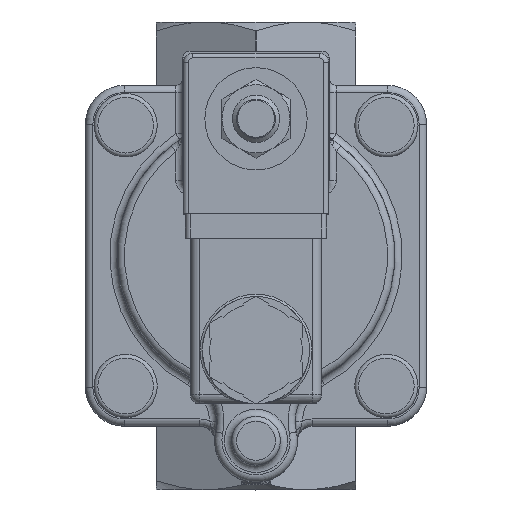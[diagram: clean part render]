
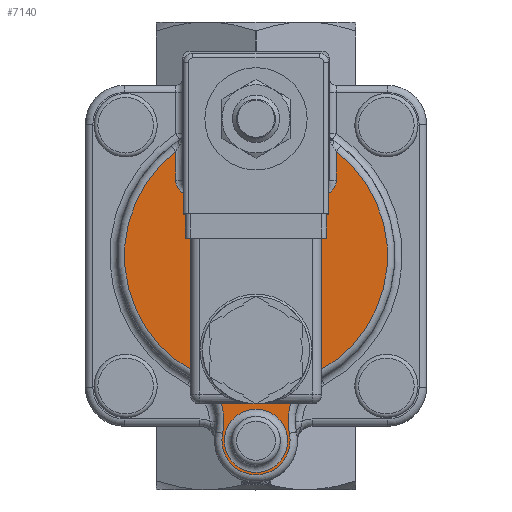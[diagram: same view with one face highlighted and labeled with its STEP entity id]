
A CAD part, top view. The second image highlights one B-rep face of the part: STEP entity #7140.
In plain terms, the highlighted planar face has unit normal (0, 0, 1).
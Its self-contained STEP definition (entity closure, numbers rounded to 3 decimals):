
#452=FACE_BOUND('',#1894,.T.);
#787=CIRCLE('',#7930,6.5);
#789=CIRCLE('',#7933,27.);
#790=CIRCLE('',#7934,3.);
#791=CIRCLE('',#7935,3.);
#792=CIRCLE('',#7936,27.);
#793=CIRCLE('',#7937,11.5);
#794=CIRCLE('',#7938,7.);
#795=CIRCLE('',#7939,11.5);
#1386=FACE_OUTER_BOUND('',#1893,.T.);
#1893=EDGE_LOOP('',(#6353,#6354,#6355,#6356,#6357,#6358,#6359,#6360,#6361,
#6362));
#1894=EDGE_LOOP('',(#6363));
#2317=LINE('',#14208,#2703);
#2318=LINE('',#14212,#2704);
#2319=LINE('',#14216,#2705);
#2703=VECTOR('',#9874,5.872);
#2704=VECTOR('',#9877,27.);
#2705=VECTOR('',#9880,5.872);
#3403=VERTEX_POINT('',#14199);
#3405=VERTEX_POINT('',#14204);
#3406=VERTEX_POINT('',#14205);
#3407=VERTEX_POINT('',#14207);
#3408=VERTEX_POINT('',#14209);
#3409=VERTEX_POINT('',#14211);
#3410=VERTEX_POINT('',#14213);
#3411=VERTEX_POINT('',#14215);
#3412=VERTEX_POINT('',#14217);
#3413=VERTEX_POINT('',#14219);
#3414=VERTEX_POINT('',#14221);
#4398=EDGE_CURVE('',#3403,#3403,#787,.T.);
#4400=EDGE_CURVE('',#3405,#3406,#789,.T.);
#4401=EDGE_CURVE('',#3407,#3405,#2317,.T.);
#4402=EDGE_CURVE('',#3408,#3407,#790,.T.);
#4403=EDGE_CURVE('',#3409,#3408,#2318,.T.);
#4404=EDGE_CURVE('',#3410,#3409,#791,.T.);
#4405=EDGE_CURVE('',#3411,#3410,#2319,.T.);
#4406=EDGE_CURVE('',#3412,#3411,#792,.T.);
#4407=EDGE_CURVE('',#3413,#3412,#793,.T.);
#4408=EDGE_CURVE('',#3414,#3413,#794,.T.);
#4409=EDGE_CURVE('',#3406,#3414,#795,.T.);
#6353=ORIENTED_EDGE('',*,*,#4400,.F.);
#6354=ORIENTED_EDGE('',*,*,#4401,.F.);
#6355=ORIENTED_EDGE('',*,*,#4402,.F.);
#6356=ORIENTED_EDGE('',*,*,#4403,.F.);
#6357=ORIENTED_EDGE('',*,*,#4404,.F.);
#6358=ORIENTED_EDGE('',*,*,#4405,.F.);
#6359=ORIENTED_EDGE('',*,*,#4406,.F.);
#6360=ORIENTED_EDGE('',*,*,#4407,.F.);
#6361=ORIENTED_EDGE('',*,*,#4408,.F.);
#6362=ORIENTED_EDGE('',*,*,#4409,.F.);
#6363=ORIENTED_EDGE('',*,*,#4398,.F.);
#6751=PLANE('',#7932);
#7140=ADVANCED_FACE('',(#1386,#452),#6751,.T.);
#7930=AXIS2_PLACEMENT_3D('',#14200,#9866,#9867);
#7932=AXIS2_PLACEMENT_3D('',#14203,#9870,#9871);
#7933=AXIS2_PLACEMENT_3D('',#14206,#9872,#9873);
#7934=AXIS2_PLACEMENT_3D('',#14210,#9875,#9876);
#7935=AXIS2_PLACEMENT_3D('',#14214,#9878,#9879);
#7936=AXIS2_PLACEMENT_3D('',#14218,#9881,#9882);
#7937=AXIS2_PLACEMENT_3D('',#14220,#9883,#9884);
#7938=AXIS2_PLACEMENT_3D('',#14222,#9885,#9886);
#7939=AXIS2_PLACEMENT_3D('',#14223,#9887,#9888);
#9866=DIRECTION('center_axis',(0.,0.,
1.));
#9867=DIRECTION('ref_axis',(0.,-1.,0.));
#9870=DIRECTION('center_axis',(0.,0.,
1.));
#9871=DIRECTION('ref_axis',(0.,-1.,0.));
#9872=DIRECTION('center_axis',(0.,0.,
-1.));
#9873=DIRECTION('ref_axis',(0.998,-0.065,0.));
#9874=DIRECTION('',(0.,1.,0.));
#9875=DIRECTION('center_axis',(0.,0.,
1.));
#9876=DIRECTION('ref_axis',(0.707,-0.707,0.));
#9877=DIRECTION('',(1.,0.,0.));
#9878=DIRECTION('center_axis',(0.,0.,
1.));
#9879=DIRECTION('ref_axis',(-0.707,-0.707,0.));
#9880=DIRECTION('',(0.,-1.,0.));
#9881=DIRECTION('center_axis',(0.,0.,
-1.));
#9882=DIRECTION('ref_axis',(-0.998,-0.065,0.));
#9883=DIRECTION('center_axis',(0.,0.,
1.));
#9884=DIRECTION('ref_axis',(0.908,0.419,0.));
#9885=DIRECTION('center_axis',(0.,0.,
-1.));
#9886=DIRECTION('ref_axis',(0.,-1.,0.));
#9887=DIRECTION('center_axis',(0.,0.,
1.));
#9888=DIRECTION('ref_axis',(-0.908,0.419,0.));
#14199=CARTESIAN_POINT('',(0.,-31.5,40.55));
#14200=CARTESIAN_POINT('Origin',(0.,-38.,40.55));
#14203=CARTESIAN_POINT('Origin',(-14.25,0.,40.55));
#14204=CARTESIAN_POINT('',(16.5,21.372,40.55));
#14205=CARTESIAN_POINT('',(12.667,-23.844,40.55));
#14206=CARTESIAN_POINT('Origin',(0.,0.,
40.55));
#14207=CARTESIAN_POINT('',(16.5,15.5,40.55));
#14208=CARTESIAN_POINT('',(16.5,20.25,40.55));
#14209=CARTESIAN_POINT('',(13.5,12.5,40.55));
#14210=CARTESIAN_POINT('Origin',(13.5,15.5,40.55));
#14211=CARTESIAN_POINT('',(-13.5,12.5,40.55));
#14212=CARTESIAN_POINT('',(-0.375,12.5,40.55));
#14213=CARTESIAN_POINT('',(-16.5,15.5,40.55));
#14214=CARTESIAN_POINT('Origin',(-13.5,15.5,40.55));
#14215=CARTESIAN_POINT('',(-16.5,21.372,40.55));
#14216=CARTESIAN_POINT('',(-16.5,7.75,40.55));
#14217=CARTESIAN_POINT('',(-12.667,-23.844,40.55));
#14218=CARTESIAN_POINT('Origin',(0.,0.,
40.55));
#14219=CARTESIAN_POINT('',(-6.834,-36.486,40.55));
#14220=CARTESIAN_POINT('Origin',(-18.062,-34.,40.55));
#14221=CARTESIAN_POINT('',(6.834,-36.486,40.55));
#14222=CARTESIAN_POINT('Origin',(0.,-38.,40.55));
#14223=CARTESIAN_POINT('Origin',(18.062,-34.,40.55));
